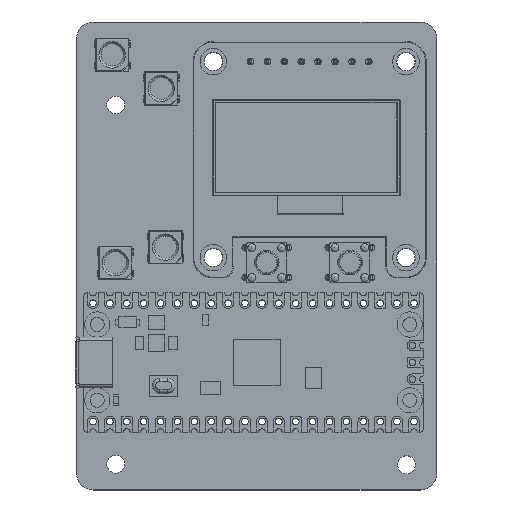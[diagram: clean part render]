
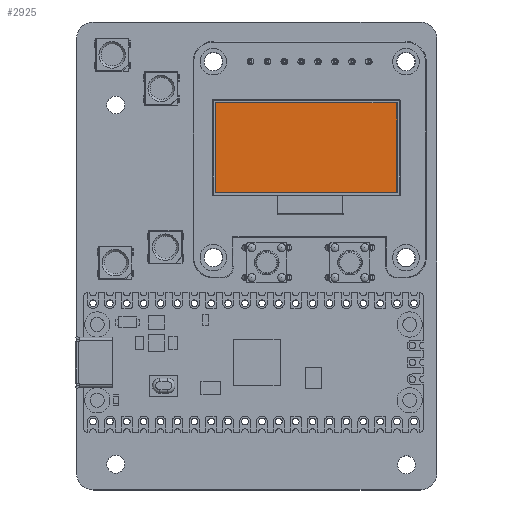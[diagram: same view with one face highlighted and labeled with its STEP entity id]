
A CAD part, top view. The second image highlights one B-rep face of the part: STEP entity #2925.
In plain terms, the highlighted planar face has unit normal (0, 0, 1).
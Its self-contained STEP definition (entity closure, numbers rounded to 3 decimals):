
#2834 = VERTEX_POINT('',#2835);
#2835 = CARTESIAN_POINT('',(21.98,-19.68,2.9));
#2841 = EDGE_CURVE('',#2834,#2842,#2844,.T.);
#2842 = VERTEX_POINT('',#2843);
#2843 = CARTESIAN_POINT('',(21.98,-6.2,2.9));
#2844 = LINE('',#2845,#2846);
#2845 = CARTESIAN_POINT('',(21.98,-19.68,2.9));
#2846 = VECTOR('',#2847,1.);
#2847 = DIRECTION('',(0.,1.,0.));
#2865 = EDGE_CURVE('',#2866,#2834,#2868,.T.);
#2866 = VERTEX_POINT('',#2867);
#2867 = CARTESIAN_POINT('',(-5.2,-19.68,2.9));
#2868 = LINE('',#2869,#2870);
#2869 = CARTESIAN_POINT('',(-5.2,-19.68,2.9));
#2870 = VECTOR('',#2871,1.);
#2871 = DIRECTION('',(1.,0.,0.));
#2889 = EDGE_CURVE('',#2890,#2842,#2892,.T.);
#2890 = VERTEX_POINT('',#2891);
#2891 = CARTESIAN_POINT('',(-5.2,-6.2,2.9));
#2892 = LINE('',#2893,#2894);
#2893 = CARTESIAN_POINT('',(-5.2,-6.2,2.9));
#2894 = VECTOR('',#2895,1.);
#2895 = DIRECTION('',(1.,0.,0.));
#2913 = EDGE_CURVE('',#2866,#2890,#2914,.T.);
#2914 = LINE('',#2915,#2916);
#2915 = CARTESIAN_POINT('',(-5.2,-19.68,2.9));
#2916 = VECTOR('',#2917,1.);
#2917 = DIRECTION('',(0.,1.,0.));
#2925 = ADVANCED_FACE('',(#2926),#2932,.T.);
#2926 = FACE_BOUND('',#2927,.T.);
#2927 = EDGE_LOOP('',(#2928,#2929,#2930,#2931));
#2928 = ORIENTED_EDGE('',*,*,#2913,.F.);
#2929 = ORIENTED_EDGE('',*,*,#2865,.T.);
#2930 = ORIENTED_EDGE('',*,*,#2841,.T.);
#2931 = ORIENTED_EDGE('',*,*,#2889,.F.);
#2932 = PLANE('',#2933);
#2933 = AXIS2_PLACEMENT_3D('',#2934,#2935,#2936);
#2934 = CARTESIAN_POINT('',(-5.2,-19.68,2.9));
#2935 = DIRECTION('',(0.,0.,1.));
#2936 = DIRECTION('',(1.,0.,-0.));
